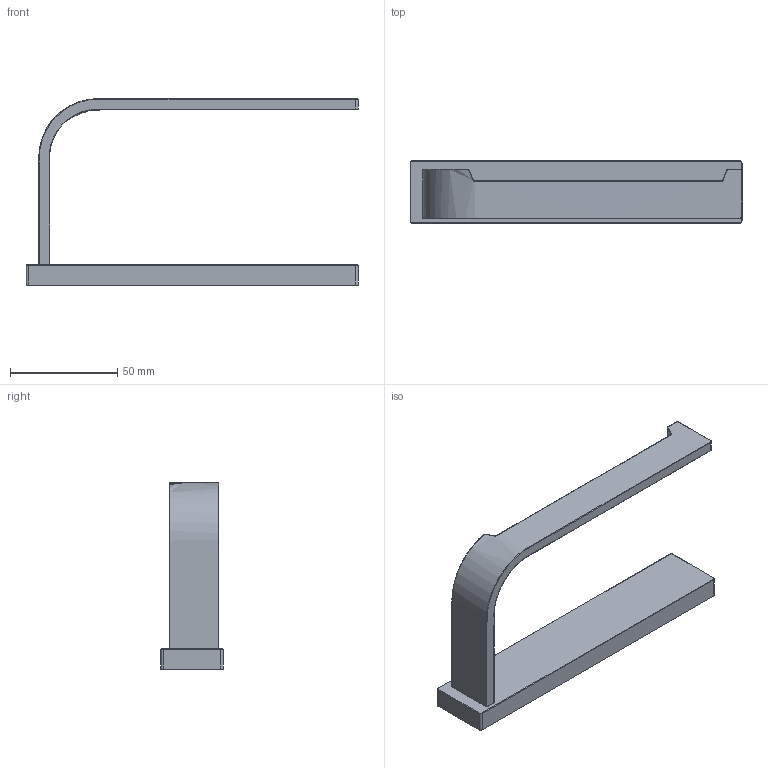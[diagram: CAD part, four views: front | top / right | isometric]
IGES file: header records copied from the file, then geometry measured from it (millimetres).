
Global section: file name: 1fc0724f-edb5-4138-bd38-a7bffdbff783; native system: unknown; preprocessor: unknown; author: unknown; organization: unknown; date: 20200108.080744; units: millimetre
Bounding box: 155 x 29 x 87 mm (x, y, z)
Volume: 64269.9 mm3; surface area: 23118 mm2
Topology: 2 solids, 2 shells, 68 faces, 152 edges, 88 vertices
Faces by surface type: bspline 68
